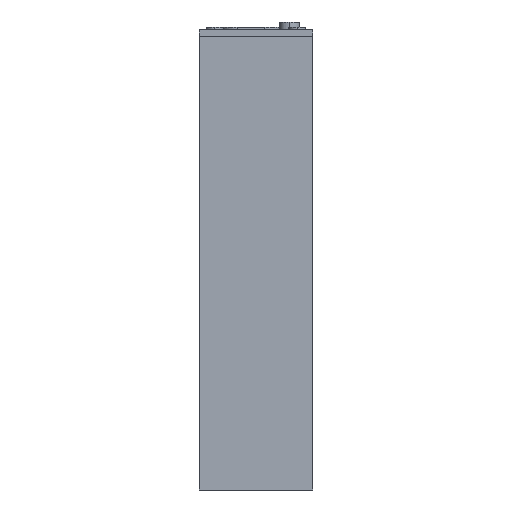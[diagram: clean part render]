
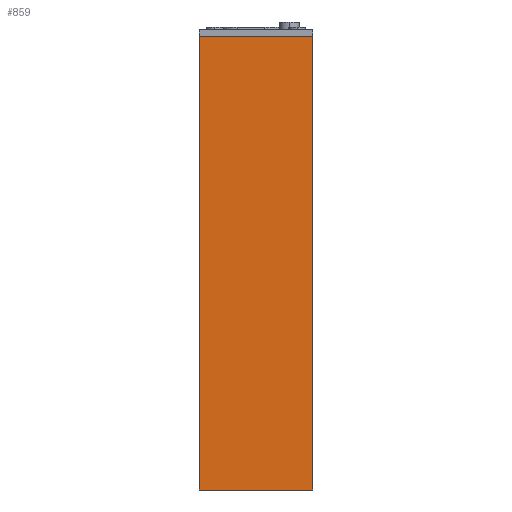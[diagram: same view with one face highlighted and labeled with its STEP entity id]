
A CAD part, left-side view. The second image highlights one B-rep face of the part: STEP entity #859.
In plain terms, the highlighted planar face has unit normal (-1, 0, 0).
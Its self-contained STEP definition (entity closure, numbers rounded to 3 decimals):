
#34 = LINE ( 'NONE', #5153, #6319 ) ;
#37 = CARTESIAN_POINT ( 'NONE',  ( 0., 0., 0. ) ) ;
#254 = ORIENTED_EDGE ( 'NONE', *, *, #2612, .T. ) ;
#656 = DIRECTION ( 'NONE',  ( 0., 0., -1. ) ) ;
#836 = EDGE_LOOP ( 'NONE', ( #2039, #7404, #254, #1046 ) ) ;
#859 = ADVANCED_FACE ( 'NONE', ( #1700 ), #1160, .F. ) ;
#983 = EDGE_CURVE ( 'NONE', #7025, #4387, #34, .T. ) ;
#1046 = ORIENTED_EDGE ( 'NONE', *, *, #3619, .T. ) ;
#1160 = PLANE ( 'NONE',  #6578 ) ;
#1179 = VECTOR ( 'NONE', #656, 1000. ) ;
#1397 = LINE ( 'NONE', #5106, #1179 ) ;
#1700 = FACE_OUTER_BOUND ( 'NONE', #836, .T. ) ;
#2039 = ORIENTED_EDGE ( 'NONE', *, *, #6479, .F. ) ;
#2289 = CARTESIAN_POINT ( 'NONE',  ( 0., 0., 177. ) ) ;
#2297 = VERTEX_POINT ( 'NONE', #6695 ) ;
#2491 = DIRECTION ( 'NONE',  ( 0., 1., 0. ) ) ;
#2612 = EDGE_CURVE ( 'NONE', #4387, #2297, #1397, .T. ) ;
#2923 = CARTESIAN_POINT ( 'NONE',  ( 0., 0., 0. ) ) ;
#3076 = DIRECTION ( 'NONE',  ( 0., 0., -1. ) ) ;
#3319 = VECTOR ( 'NONE', #6043, 1000. ) ;
#3619 = EDGE_CURVE ( 'NONE', #2297, #3752, #4288, .T. ) ;
#3629 = CARTESIAN_POINT ( 'NONE',  ( 0., 43.6, 174.5 ) ) ;
#3752 = VERTEX_POINT ( 'NONE', #37 ) ;
#4288 = LINE ( 'NONE', #2923, #3319 ) ;
#4387 = VERTEX_POINT ( 'NONE', #3629 ) ;
#5106 = CARTESIAN_POINT ( 'NONE',  ( 0., 43.6, 177. ) ) ;
#5153 = CARTESIAN_POINT ( 'NONE',  ( 0., 43.6, 174.5 ) ) ;
#5310 = VECTOR ( 'NONE', #3076, 1000. ) ;
#5769 = CARTESIAN_POINT ( 'NONE',  ( 0., 0., 174.5 ) ) ;
#6043 = DIRECTION ( 'NONE',  ( 0., -1., 0. ) ) ;
#6236 = LINE ( 'NONE', #6320, #5310 ) ;
#6319 = VECTOR ( 'NONE', #2491, 1000. ) ;
#6320 = CARTESIAN_POINT ( 'NONE',  ( 0., 0., 177. ) ) ;
#6479 = EDGE_CURVE ( 'NONE', #7025, #3752, #6236, .T. ) ;
#6578 = AXIS2_PLACEMENT_3D ( 'NONE', #2289, #7456, #7536 ) ;
#6695 = CARTESIAN_POINT ( 'NONE',  ( 0., 43.6, 0. ) ) ;
#7025 = VERTEX_POINT ( 'NONE', #5769 ) ;
#7404 = ORIENTED_EDGE ( 'NONE', *, *, #983, .T. ) ;
#7456 = DIRECTION ( 'NONE',  ( 1., 0., 0. ) ) ;
#7536 = DIRECTION ( 'NONE',  ( 0., 0., -1. ) ) ;
